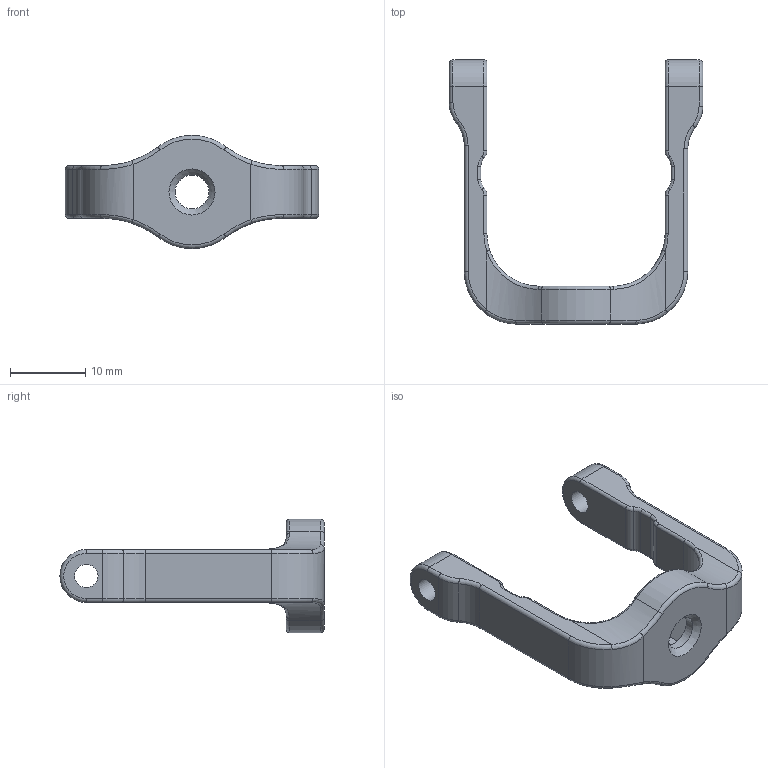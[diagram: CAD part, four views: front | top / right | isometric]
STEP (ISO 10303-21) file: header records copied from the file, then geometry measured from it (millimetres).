
FILE_DESCRIPTION(/* description */ (''),/* implementation_level */ '2;1');
FILE_NAME(/* name */ 'Encoder.step',/* time_stamp */ '2021-03-16T12:38:37+01:00',/* author */ (''),/* organization */ (''),/* preprocessor_version */ 'ST-DEVELOPER v18.1',/* originating_system */ 'Autodesk Translation Framework v9.10.0.1330',/* authorisation */ '');
FILE_SCHEMA (('AUTOMOTIVE_DESIGN { 1 0 10303 214 3 1 1 }'));
Length unit declared in the file: millimetre
Products named in the file (1): Encoder
Bounding box: 33.6 x 35 x 15 mm (x, y, z)
Volume: 2606.2 mm3; surface area: 2199.9 mm2
Topology: 1 solids, 1 shells, 127 faces, 295 edges, 171 vertices
Faces by surface type: torus 48, cylinder 47, plane 23, bspline 8, cone 1
Full cylindrical faces by diameter (mm): 3.1 x2, 4.5 x1
Entity records: 3892 total; most frequent: CARTESIAN_POINT 878, DIRECTION 698, ORIENTED_EDGE 590, AXIS2_PLACEMENT_3D 299, EDGE_CURVE 295, CIRCLE 179, VERTEX_POINT 171, EDGE_LOOP 134
